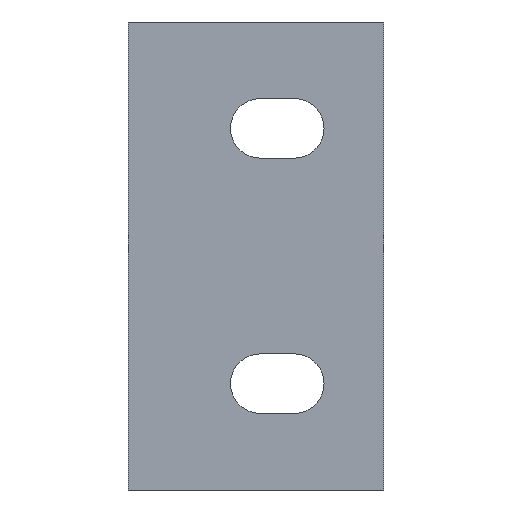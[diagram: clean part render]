
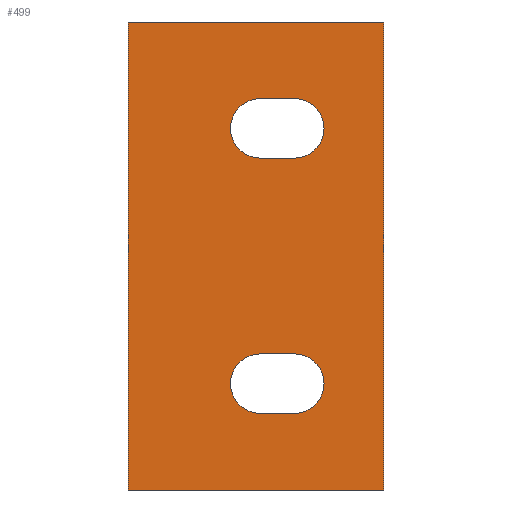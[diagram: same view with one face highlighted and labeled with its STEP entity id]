
A CAD part, front view. The second image highlights one B-rep face of the part: STEP entity #499.
In plain terms, the highlighted planar face has unit normal (0, -1, 0).
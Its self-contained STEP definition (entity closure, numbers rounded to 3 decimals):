
#19=FACE_BOUND('',#90,.T.);
#20=FACE_BOUND('',#91,.T.);
#35=PLANE('',#546);
#60=FACE_OUTER_BOUND('',#89,.T.);
#89=EDGE_LOOP('',(#436,#437,#438,#439));
#90=EDGE_LOOP('',(#440,#441,#442,#443));
#91=EDGE_LOOP('',(#444,#445,#446,#447));
#98=LINE('',#702,#147);
#102=LINE('',#713,#151);
#121=LINE('',#767,#170);
#122=LINE('',#770,#171);
#137=LINE('',#814,#186);
#140=LINE('',#821,#189);
#142=LINE('',#826,#191);
#143=LINE('',#827,#192);
#147=VECTOR('',#561,4.);
#151=VECTOR('',#573,4.);
#170=VECTOR('',#622,55.);
#171=VECTOR('',#625,30.);
#186=VECTOR('',#668,4.);
#189=VECTOR('',#677,4.);
#191=VECTOR('',#683,30.);
#192=VECTOR('',#684,55.);
#194=CIRCLE('',#505,3.5);
#196=CIRCLE('',#509,3.5);
#212=CIRCLE('',#540,3.5);
#213=CIRCLE('',#543,3.5);
#214=VERTEX_POINT('',#692);
#215=VERTEX_POINT('',#693);
#218=VERTEX_POINT('',#701);
#220=VERTEX_POINT('',#707);
#240=VERTEX_POINT('',#763);
#241=VERTEX_POINT('',#765);
#242=VERTEX_POINT('',#769);
#255=VERTEX_POINT('',#807);
#256=VERTEX_POINT('',#808);
#257=VERTEX_POINT('',#813);
#258=VERTEX_POINT('',#817);
#259=VERTEX_POINT('',#825);
#260=EDGE_CURVE('',#214,#215,#194,.T.);
#264=EDGE_CURVE('',#215,#218,#98,.T.);
#267=EDGE_CURVE('',#218,#220,#196,.T.);
#270=EDGE_CURVE('',#220,#214,#102,.T.);
#297=EDGE_CURVE('',#241,#240,#121,.T.);
#298=EDGE_CURVE('',#240,#242,#122,.T.);
#317=EDGE_CURVE('',#255,#256,#212,.T.);
#320=EDGE_CURVE('',#256,#257,#137,.T.);
#322=EDGE_CURVE('',#257,#258,#213,.T.);
#324=EDGE_CURVE('',#258,#255,#140,.T.);
#326=EDGE_CURVE('',#259,#241,#142,.T.);
#327=EDGE_CURVE('',#242,#259,#143,.T.);
#436=ORIENTED_EDGE('',*,*,#297,.F.);
#437=ORIENTED_EDGE('',*,*,#326,.F.);
#438=ORIENTED_EDGE('',*,*,#327,.F.);
#439=ORIENTED_EDGE('',*,*,#298,.F.);
#440=ORIENTED_EDGE('',*,*,#267,.T.);
#441=ORIENTED_EDGE('',*,*,#270,.T.);
#442=ORIENTED_EDGE('',*,*,#260,.T.);
#443=ORIENTED_EDGE('',*,*,#264,.T.);
#444=ORIENTED_EDGE('',*,*,#322,.T.);
#445=ORIENTED_EDGE('',*,*,#324,.T.);
#446=ORIENTED_EDGE('',*,*,#317,.T.);
#447=ORIENTED_EDGE('',*,*,#320,.T.);
#499=ADVANCED_FACE('',(#60,#19,#20),#35,.T.);
#505=AXIS2_PLACEMENT_3D('',#694,#553,#554);
#509=AXIS2_PLACEMENT_3D('',#708,#566,#567);
#540=AXIS2_PLACEMENT_3D('',#809,#662,#663);
#543=AXIS2_PLACEMENT_3D('',#818,#672,#673);
#546=AXIS2_PLACEMENT_3D('',#824,#681,#682);
#553=DIRECTION('center_axis',(0.,1.,0.));
#554=DIRECTION('ref_axis',(0.,0.,
1.));
#561=DIRECTION('',(1.,0.,0.));
#566=DIRECTION('center_axis',(0.,1.,0.));
#567=DIRECTION('ref_axis',(0.,0.,-1.));
#573=DIRECTION('',(-1.,0.,0.));
#622=DIRECTION('',(0.,0.,-1.));
#625=DIRECTION('',(-1.,0.,0.));
#662=DIRECTION('center_axis',(0.,1.,0.));
#663=DIRECTION('ref_axis',(0.,0.,
-1.));
#668=DIRECTION('',(1.,0.,0.));
#672=DIRECTION('center_axis',(0.,1.,0.));
#673=DIRECTION('ref_axis',(0.,0.,1.));
#677=DIRECTION('',(-1.,0.,0.));
#681=DIRECTION('center_axis',(0.,-1.,0.));
#682=DIRECTION('ref_axis',(1.,0.,0.));
#683=DIRECTION('',(1.,0.,0.));
#684=DIRECTION('',(0.,0.,1.));
#692=CARTESIAN_POINT('',(15.5,0.,-18.5));
#693=CARTESIAN_POINT('',(15.5,0.,-11.5));
#694=CARTESIAN_POINT('Origin',(15.5,0.,-15.));
#701=CARTESIAN_POINT('',(19.5,0.,-11.5));
#702=CARTESIAN_POINT('',(7.75,0.,-11.5));
#707=CARTESIAN_POINT('',(19.5,0.,-18.5));
#708=CARTESIAN_POINT('Origin',(19.5,0.,-15.));
#713=CARTESIAN_POINT('',(9.75,0.,-18.5));
#763=CARTESIAN_POINT('',(30.,0.,-27.5));
#765=CARTESIAN_POINT('',(30.,0.,27.5));
#767=CARTESIAN_POINT('',(30.,0.,0.));
#769=CARTESIAN_POINT('',(0.,0.,-27.5));
#770=CARTESIAN_POINT('',(30.,0.,-27.5));
#807=CARTESIAN_POINT('',(15.5,0.,11.5));
#808=CARTESIAN_POINT('',(15.5,0.,18.5));
#809=CARTESIAN_POINT('Origin',(15.5,0.,15.));
#813=CARTESIAN_POINT('',(19.5,0.,18.5));
#814=CARTESIAN_POINT('',(9.75,0.,18.5));
#817=CARTESIAN_POINT('',(19.5,0.,11.5));
#818=CARTESIAN_POINT('Origin',(19.5,0.,15.));
#821=CARTESIAN_POINT('',(7.75,0.,11.5));
#824=CARTESIAN_POINT('Origin',(0.,0.,0.));
#825=CARTESIAN_POINT('',(0.,0.,27.5));
#826=CARTESIAN_POINT('',(30.,0.,27.5));
#827=CARTESIAN_POINT('',(0.,0.,0.));
